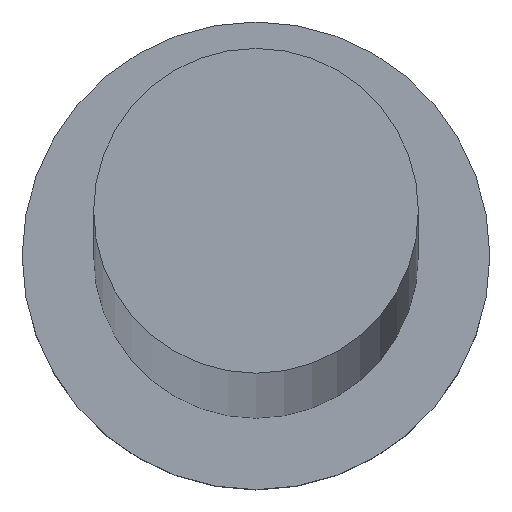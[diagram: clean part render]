
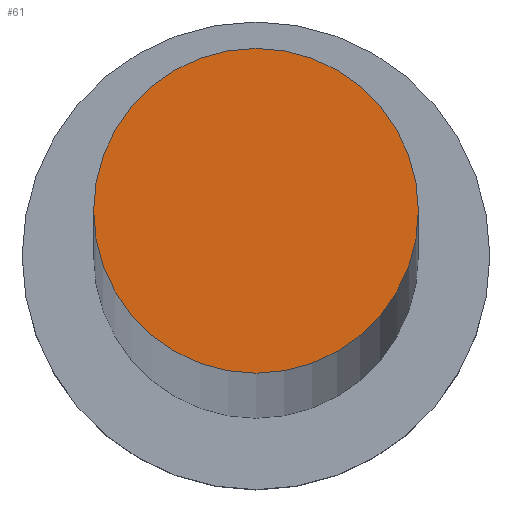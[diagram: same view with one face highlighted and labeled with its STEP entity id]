
A CAD part, top view. The second image highlights one B-rep face of the part: STEP entity #61.
In plain terms, the highlighted planar face has unit normal (0, 0, 1).
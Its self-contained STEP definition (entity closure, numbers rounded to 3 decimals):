
#1 = CARTESIAN_POINT ( 'NONE',  ( 0., 0., 1000. ) ) ;
#33 = DIRECTION ( 'NONE',  ( 1., 0., 0. ) ) ;
#44 = EDGE_CURVE ( 'NONE', #126, #248, #132, .T. ) ;
#58 = AXIS2_PLACEMENT_3D ( 'NONE', #1, #236, #93 ) ;
#61 = ADVANCED_FACE ( 'NONE', ( #131 ), #171, .T. ) ;
#77 = CARTESIAN_POINT ( 'NONE',  ( 0., 0., 1000. ) ) ;
#79 = DIRECTION ( 'NONE',  ( 0., 0., 1. ) ) ;
#86 = AXIS2_PLACEMENT_3D ( 'NONE', #90, #79, #234 ) ;
#90 = CARTESIAN_POINT ( 'NONE',  ( 0., 0., 1000. ) ) ;
#93 = DIRECTION ( 'NONE',  ( 1., 0., 0. ) ) ;
#95 = EDGE_CURVE ( 'NONE', #248, #126, #205, .T. ) ;
#99 = CARTESIAN_POINT ( 'NONE',  ( 6.25, 0., 1000. ) ) ;
#126 = VERTEX_POINT ( 'NONE', #190 ) ;
#131 = FACE_OUTER_BOUND ( 'NONE', #228, .T. ) ;
#132 = CIRCLE ( 'NONE', #58, 6.25 ) ;
#155 = DIRECTION ( 'NONE',  ( 0., 0., 1. ) ) ;
#171 = PLANE ( 'NONE',  #86 ) ;
#190 = CARTESIAN_POINT ( 'NONE',  ( -6.25, 0., 1000. ) ) ;
#205 = CIRCLE ( 'NONE', #230, 6.25 ) ;
#222 = ORIENTED_EDGE ( 'NONE', *, *, #44, .T. ) ;
#223 = ORIENTED_EDGE ( 'NONE', *, *, #95, .T. ) ;
#228 = EDGE_LOOP ( 'NONE', ( #222, #223 ) ) ;
#230 = AXIS2_PLACEMENT_3D ( 'NONE', #77, #155, #33 ) ;
#234 = DIRECTION ( 'NONE',  ( 1., 0., 0. ) ) ;
#236 = DIRECTION ( 'NONE',  ( 0., 0., 1. ) ) ;
#248 = VERTEX_POINT ( 'NONE', #99 ) ;
